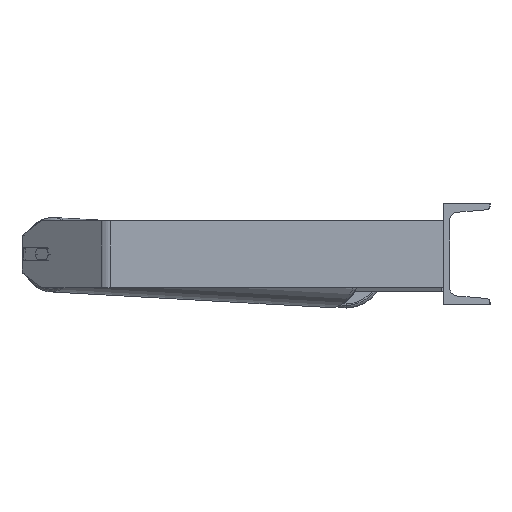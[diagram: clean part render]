
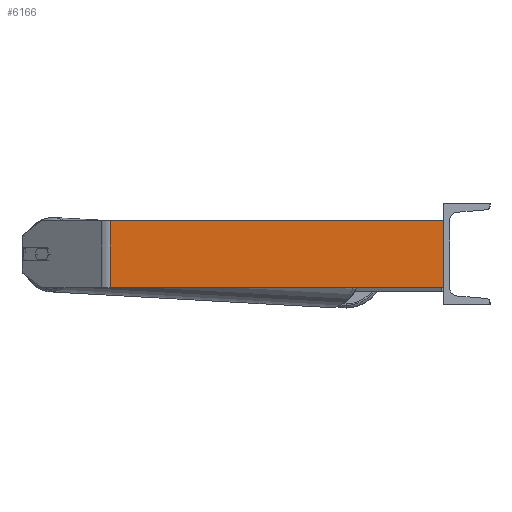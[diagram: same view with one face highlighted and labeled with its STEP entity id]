
A CAD part, left-side view. The second image highlights one B-rep face of the part: STEP entity #6166.
In plain terms, the highlighted planar face has unit normal (-1, 0, 0).
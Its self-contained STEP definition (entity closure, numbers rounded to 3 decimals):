
#159 = EDGE_CURVE ( 'NONE', #419, #4631, #8452, .T. ) ;
#215 = CARTESIAN_POINT ( 'NONE',  ( -785., 398.93, 40. ) ) ;
#276 = EDGE_CURVE ( 'NONE', #419, #5274, #1445, .T. ) ;
#419 = VERTEX_POINT ( 'NONE', #1961 ) ;
#763 = CARTESIAN_POINT ( 'NONE',  ( -785., 0., -40. ) ) ;
#899 = DIRECTION ( 'NONE',  ( 1., 0., 0. ) ) ;
#1335 = CARTESIAN_POINT ( 'NONE',  ( -785., 0., 40. ) ) ;
#1445 = LINE ( 'NONE', #215, #8125 ) ;
#1673 = VERTEX_POINT ( 'NONE', #763 ) ;
#1831 = EDGE_LOOP ( 'NONE', ( #8694, #6310, #3090, #7360 ) ) ;
#1961 = CARTESIAN_POINT ( 'NONE',  ( -785., 398.93, 40. ) ) ;
#2201 = PLANE ( 'NONE',  #7044 ) ;
#2659 = VECTOR ( 'NONE', #6940, 1000. ) ;
#3090 = ORIENTED_EDGE ( 'NONE', *, *, #159, .F. ) ;
#3406 = CARTESIAN_POINT ( 'NONE',  ( -785., 404.753, -40. ) ) ;
#3461 = VECTOR ( 'NONE', #5488, 1000. ) ;
#3858 = EDGE_CURVE ( 'NONE', #4631, #1673, #4085, .T. ) ;
#4085 = LINE ( 'NONE', #1335, #2659 ) ;
#4631 = VERTEX_POINT ( 'NONE', #7304 ) ;
#4999 = DIRECTION ( 'NONE',  ( 0., 1., 0. ) ) ;
#5048 = FACE_OUTER_BOUND ( 'NONE', #1831, .T. ) ;
#5274 = VERTEX_POINT ( 'NONE', #5526 ) ;
#5314 = EDGE_CURVE ( 'NONE', #5274, #1673, #5656, .T. ) ;
#5488 = DIRECTION ( 'NONE',  ( 0., -1., 0. ) ) ;
#5526 = CARTESIAN_POINT ( 'NONE',  ( -785., 398.93, -40. ) ) ;
#5656 = LINE ( 'NONE', #3406, #8070 ) ;
#5751 = CARTESIAN_POINT ( 'NONE',  ( -785., 404.753, 40. ) ) ;
#6062 = DIRECTION ( 'NONE',  ( 0., -1., 0. ) ) ;
#6166 = ADVANCED_FACE ( 'NONE', ( #5048 ), #2201, .F. ) ;
#6310 = ORIENTED_EDGE ( 'NONE', *, *, #3858, .F. ) ;
#6834 = DIRECTION ( 'NONE',  ( 0., 0., -1. ) ) ;
#6940 = DIRECTION ( 'NONE',  ( 0., 0., -1. ) ) ;
#7044 = AXIS2_PLACEMENT_3D ( 'NONE', #5751, #899, #4999 ) ;
#7304 = CARTESIAN_POINT ( 'NONE',  ( -785., 0., 40. ) ) ;
#7360 = ORIENTED_EDGE ( 'NONE', *, *, #276, .T. ) ;
#7729 = CARTESIAN_POINT ( 'NONE',  ( -785., 404.753, 40. ) ) ;
#8070 = VECTOR ( 'NONE', #6062, 1000. ) ;
#8125 = VECTOR ( 'NONE', #6834, 1000. ) ;
#8452 = LINE ( 'NONE', #7729, #3461 ) ;
#8694 = ORIENTED_EDGE ( 'NONE', *, *, #5314, .T. ) ;
